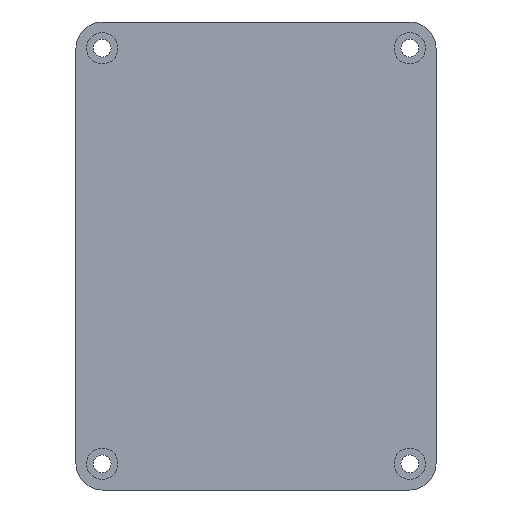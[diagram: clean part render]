
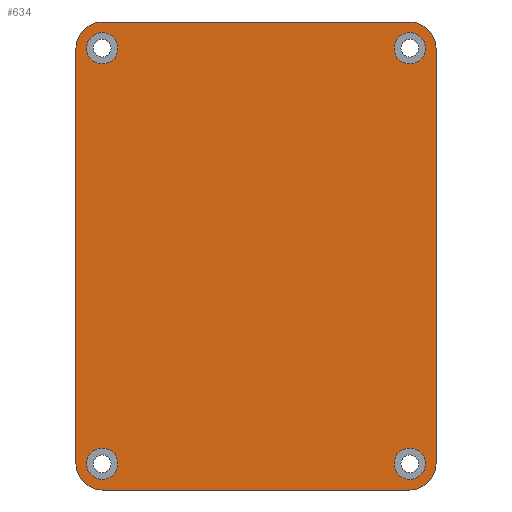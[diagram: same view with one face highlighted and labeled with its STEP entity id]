
A CAD part, front view. The second image highlights one B-rep face of the part: STEP entity #634.
In plain terms, the highlighted planar face has unit normal (0, -1, 0).
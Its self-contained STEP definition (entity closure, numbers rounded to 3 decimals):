
#23=FACE_BOUND('',#125,.T.);
#24=FACE_BOUND('',#126,.T.);
#25=FACE_BOUND('',#127,.T.);
#26=FACE_BOUND('',#128,.T.);
#48=PLANE('',#711);
#82=FACE_OUTER_BOUND('',#124,.T.);
#124=EDGE_LOOP('',(#549,#550,#551,#552,#553,#554,#555,#556));
#125=EDGE_LOOP('',(#557));
#126=EDGE_LOOP('',(#558));
#127=EDGE_LOOP('',(#559));
#128=EDGE_LOOP('',(#560));
#157=LINE('',#955,#209);
#170=LINE('',#996,#222);
#173=LINE('',#1004,#225);
#175=LINE('',#1010,#227);
#209=VECTOR('',#753,10.);
#222=VECTOR('',#788,10.);
#225=VECTOR('',#797,10.);
#227=VECTOR('',#805,10.);
#254=CIRCLE('',#664,5.);
#262=CIRCLE('',#675,5.);
#263=CIRCLE('',#678,5.);
#264=CIRCLE('',#681,5.);
#266=CIRCLE('',#692,3.);
#269=CIRCLE('',#697,3.);
#272=CIRCLE('',#702,3.);
#275=CIRCLE('',#707,3.);
#287=VERTEX_POINT('',#937);
#288=VERTEX_POINT('',#939);
#294=VERTEX_POINT('',#953);
#310=VERTEX_POINT('',#990);
#311=VERTEX_POINT('',#994);
#312=VERTEX_POINT('',#998);
#313=VERTEX_POINT('',#1002);
#314=VERTEX_POINT('',#1006);
#322=VERTEX_POINT('',#1040);
#325=VERTEX_POINT('',#1050);
#328=VERTEX_POINT('',#1060);
#331=VERTEX_POINT('',#1070);
#343=EDGE_CURVE('',#287,#288,#254,.T.);
#351=EDGE_CURVE('',#294,#287,#157,.T.);
#370=EDGE_CURVE('',#310,#294,#262,.T.);
#372=EDGE_CURVE('',#311,#310,#170,.T.);
#374=EDGE_CURVE('',#312,#311,#263,.T.);
#376=EDGE_CURVE('',#313,#312,#173,.T.);
#378=EDGE_CURVE('',#314,#313,#264,.T.);
#379=EDGE_CURVE('',#288,#314,#175,.T.);
#395=EDGE_CURVE('',#322,#322,#266,.T.);
#400=EDGE_CURVE('',#325,#325,#269,.T.);
#405=EDGE_CURVE('',#328,#328,#272,.T.);
#410=EDGE_CURVE('',#331,#331,#275,.T.);
#549=ORIENTED_EDGE('',*,*,#343,.F.);
#550=ORIENTED_EDGE('',*,*,#351,.F.);
#551=ORIENTED_EDGE('',*,*,#370,.F.);
#552=ORIENTED_EDGE('',*,*,#372,.F.);
#553=ORIENTED_EDGE('',*,*,#374,.F.);
#554=ORIENTED_EDGE('',*,*,#376,.F.);
#555=ORIENTED_EDGE('',*,*,#378,.F.);
#556=ORIENTED_EDGE('',*,*,#379,.F.);
#557=ORIENTED_EDGE('',*,*,#400,.F.);
#558=ORIENTED_EDGE('',*,*,#405,.F.);
#559=ORIENTED_EDGE('',*,*,#410,.F.);
#560=ORIENTED_EDGE('',*,*,#395,.F.);
#634=ADVANCED_FACE('',(#82,#23,#24,#25,#26),#48,.F.);
#664=AXIS2_PLACEMENT_3D('',#940,#742,#743);
#675=AXIS2_PLACEMENT_3D('',#992,#783,#784);
#678=AXIS2_PLACEMENT_3D('',#1000,#792,#793);
#681=AXIS2_PLACEMENT_3D('',#1008,#801,#802);
#692=AXIS2_PLACEMENT_3D('',#1042,#838,#839);
#697=AXIS2_PLACEMENT_3D('',#1052,#850,#851);
#702=AXIS2_PLACEMENT_3D('',#1062,#862,#863);
#707=AXIS2_PLACEMENT_3D('',#1072,#874,#875);
#711=AXIS2_PLACEMENT_3D('',#1078,#883,#884);
#742=DIRECTION('center_axis',(0.,1.,0.));
#743=DIRECTION('ref_axis',(-0.707,0.,-0.707));
#753=DIRECTION('',(-1.,0.,0.));
#783=DIRECTION('center_axis',(0.,1.,0.));
#784=DIRECTION('ref_axis',(0.707,0.,-0.707));
#788=DIRECTION('',(0.,0.,-1.));
#792=DIRECTION('center_axis',(0.,1.,0.));
#793=DIRECTION('ref_axis',(0.707,0.,0.707));
#797=DIRECTION('',(1.,0.,0.));
#801=DIRECTION('center_axis',(0.,1.,0.));
#802=DIRECTION('ref_axis',(-0.707,0.,0.707));
#805=DIRECTION('',(0.,0.,1.));
#838=DIRECTION('center_axis',(0.,-1.,0.));
#839=DIRECTION('ref_axis',(1.,0.,0.));
#850=DIRECTION('center_axis',(0.,-1.,0.));
#851=DIRECTION('ref_axis',(1.,0.,0.));
#862=DIRECTION('center_axis',(0.,-1.,0.));
#863=DIRECTION('ref_axis',(1.,0.,0.));
#874=DIRECTION('center_axis',(0.,-1.,0.));
#875=DIRECTION('ref_axis',(1.,0.,0.));
#883=DIRECTION('center_axis',(0.,1.,0.));
#884=DIRECTION('ref_axis',(1.,0.,0.));
#937=CARTESIAN_POINT('',(-70.867,0.,-21.965));
#939=CARTESIAN_POINT('',(-75.867,0.,-16.965));
#940=CARTESIAN_POINT('Origin',(-70.867,0.,-16.965));
#953=CARTESIAN_POINT('',(-12.167,0.,-21.965));
#955=CARTESIAN_POINT('',(-7.167,0.,-21.965));
#990=CARTESIAN_POINT('',(-7.167,0.,-16.965));
#992=CARTESIAN_POINT('Origin',(-12.167,0.,-16.965));
#994=CARTESIAN_POINT('',(-7.167,0.,62.335));
#996=CARTESIAN_POINT('',(-7.167,0.,67.335));
#998=CARTESIAN_POINT('',(-12.167,0.,67.335));
#1000=CARTESIAN_POINT('Origin',(-12.167,0.,62.335));
#1002=CARTESIAN_POINT('',(-70.867,0.,67.335));
#1004=CARTESIAN_POINT('',(-75.867,0.,67.335));
#1006=CARTESIAN_POINT('',(-75.867,0.,62.335));
#1008=CARTESIAN_POINT('Origin',(-70.867,0.,62.335));
#1010=CARTESIAN_POINT('',(-75.867,0.,-21.965));
#1040=CARTESIAN_POINT('',(-73.867,0.,62.335));
#1042=CARTESIAN_POINT('Origin',(-70.867,0.,62.335));
#1050=CARTESIAN_POINT('',(-15.167,0.,62.335));
#1052=CARTESIAN_POINT('Origin',(-12.167,0.,62.335));
#1060=CARTESIAN_POINT('',(-73.867,0.,-16.965));
#1062=CARTESIAN_POINT('Origin',(-70.867,0.,-16.965));
#1070=CARTESIAN_POINT('',(-15.167,0.,-16.965));
#1072=CARTESIAN_POINT('Origin',(-12.167,0.,-16.965));
#1078=CARTESIAN_POINT('Origin',(-41.517,0.,22.685));
